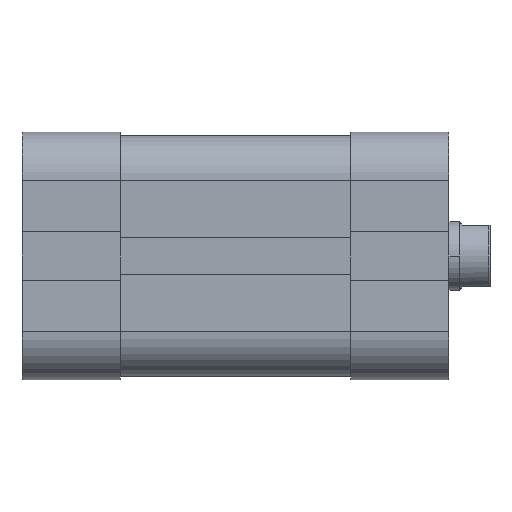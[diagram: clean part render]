
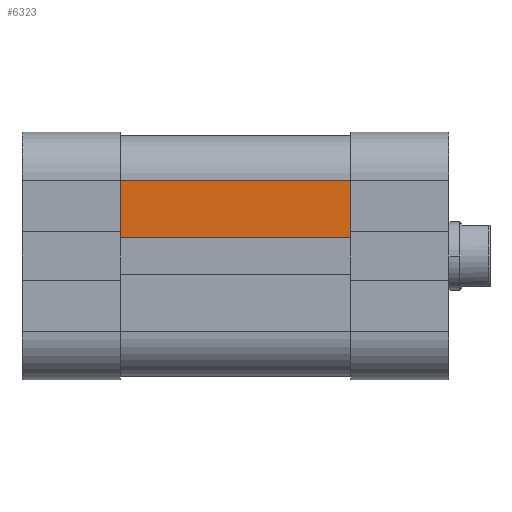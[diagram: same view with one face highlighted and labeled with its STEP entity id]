
A CAD part, front view. The second image highlights one B-rep face of the part: STEP entity #6323.
In plain terms, the highlighted face is planar.
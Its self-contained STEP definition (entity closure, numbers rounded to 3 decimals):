
#4 = CARTESIAN_POINT ( 'NONE',  ( 35., 6.5, 0. ) ) ;
#8 = VERTEX_POINT ( 'NONE', #4 ) ;
#18 = VERTEX_POINT ( 'NONE', #401 ) ;
#21 = VERTEX_POINT ( 'NONE', #404 ) ;
#47 = VERTEX_POINT ( 'NONE', #430 ) ;
#401 = CARTESIAN_POINT ( 'NONE',  ( 35., 6.5, -33.5 ) ) ;
#404 = CARTESIAN_POINT ( 'NONE',  ( 35., 14.8, -33.5 ) ) ;
#430 = CARTESIAN_POINT ( 'NONE',  ( 35., 14.8, 0. ) ) ;
#826 = CARTESIAN_POINT ( 'NONE',  ( 35., 28.5, -33.5 ) ) ;
#832 = PLANE ( 'NONE',  #7148 ) ;
#839 = DIRECTION ( 'NONE',  ( 1., 0., 0. ) ) ;
#840 = DIRECTION ( 'NONE',  ( 0., 0., -1. ) ) ;
#4110 = CARTESIAN_POINT ( 'NONE',  ( 35., 28.5, 0. ) ) ;
#4111 = DIRECTION ( 'NONE',  ( 0., 1., 0. ) ) ;
#4120 = CARTESIAN_POINT ( 'NONE',  ( 35., 6.5, -33.5 ) ) ;
#4121 = DIRECTION ( 'NONE',  ( 0., 0., 1. ) ) ;
#4127 = CARTESIAN_POINT ( 'NONE',  ( 35., 28.5, -33.5 ) ) ;
#4128 = DIRECTION ( 'NONE',  ( 0., 1., 0. ) ) ;
#4135 = CARTESIAN_POINT ( 'NONE',  ( 35., 14.8, -33.5 ) ) ;
#4136 = DIRECTION ( 'NONE',  ( 0., 0., 1. ) ) ;
#5334 = ORIENTED_EDGE ( 'NONE', *, *, #7125, .T. ) ;
#5335 = ORIENTED_EDGE ( 'NONE', *, *, #7122, .F. ) ;
#5336 = ORIENTED_EDGE ( 'NONE', *, *, #7118, .F. ) ;
#5337 = ORIENTED_EDGE ( 'NONE', *, *, #7129, .T. ) ;
#5384 = FACE_OUTER_BOUND ( 'NONE', #6185, .T. ) ;
#5757 = LINE ( 'NONE', #4110, #5758 ) ;
#5758 = VECTOR ( 'NONE', #4111, 1000. ) ;
#5764 = LINE ( 'NONE', #4120, #5765 ) ;
#5765 = VECTOR ( 'NONE', #4121, 1000. ) ;
#5769 = LINE ( 'NONE', #4127, #5770 ) ;
#5770 = VECTOR ( 'NONE', #4128, 1000. ) ;
#5776 = LINE ( 'NONE', #4135, #5777 ) ;
#5777 = VECTOR ( 'NONE', #4136, 1000. ) ;
#6185 = EDGE_LOOP ( 'NONE', ( #5337, #5336, #5335, #5334 ) ) ;
#6323 = ADVANCED_FACE ( 'NONE', ( #5384 ), #832, .T. ) ;
#7118 = EDGE_CURVE ( 'NONE', #8, #47, #5757, .T. ) ;
#7122 = EDGE_CURVE ( 'NONE', #18, #8, #5764, .T. ) ;
#7125 = EDGE_CURVE ( 'NONE', #18, #21, #5769, .T. ) ;
#7129 = EDGE_CURVE ( 'NONE', #21, #47, #5776, .T. ) ;
#7148 = AXIS2_PLACEMENT_3D ( 'NONE', #826, #839, #840 ) ;
